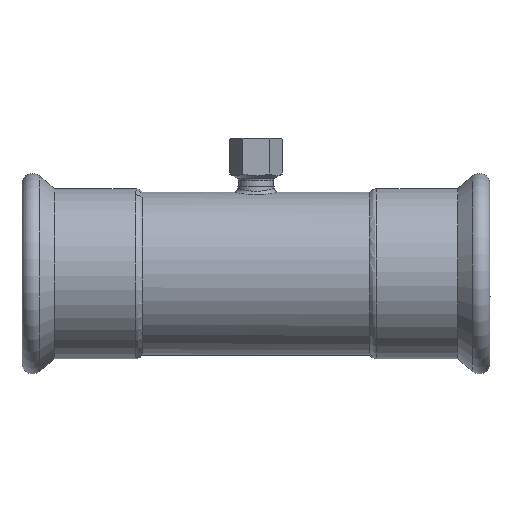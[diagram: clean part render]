
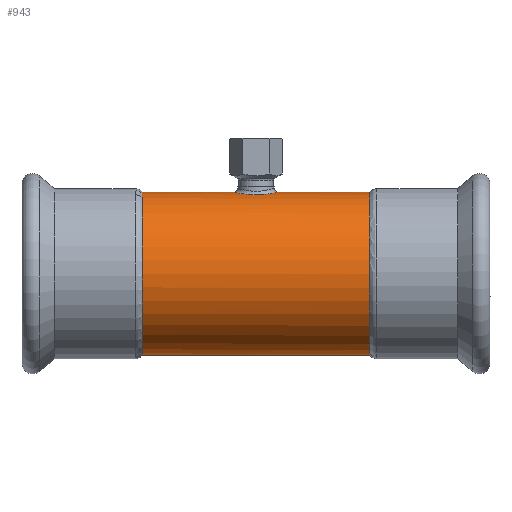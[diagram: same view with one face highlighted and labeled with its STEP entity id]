
A CAD part, front view. The second image highlights one B-rep face of the part: STEP entity #943.
In plain terms, the highlighted cylindrical face has radius 54 mm (diameter 108 mm), a full revolution.
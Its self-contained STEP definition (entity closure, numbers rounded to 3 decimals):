
#69=FACE_BOUND('',#294,.T.);
#78=LINE('',#1907,#112);
#112=VECTOR('',#1159,54.);
#146=CIRCLE('',#1026,54.);
#147=CIRCLE('',#1027,54.);
#148=CIRCLE('',#1028,54.);
#149=CIRCLE('',#1029,54.);
#218=CYLINDRICAL_SURFACE('',#1025,54.);
#233=FACE_OUTER_BOUND('',#293,.T.);
#293=EDGE_LOOP('',(#609,#610,#611,#612,#613,#614));
#294=EDGE_LOOP('',(#615,#616));
#362=B_SPLINE_CURVE_WITH_KNOTS('',5,(#1610,#1611,#1612,#1613,#1614,#1615,
#1616,#1617,#1618,#1619,#1620,#1621,#1622,#1623,#1624,#1625,#1626,#1627,
#1628,#1629,#1630,#1631,#1632,#1633),.UNSPECIFIED.,.F.,.F.,(6,3,3,3,3,3,
3,6),(0.,8.848,18.015,27.251,35.203,44.44,
53.632,58.653),.UNSPECIFIED.);
#365=B_SPLINE_CURVE_WITH_KNOTS('',5,(#1878,#1879,#1880,#1881,#1882,#1883,
#1884,#1885,#1886,#1887,#1888,#1889,#1890,#1891,#1892,#1893,#1894,#1895,
#1896,#1897,#1898,#1899,#1900,#1901),.UNSPECIFIED.,.F.,.F.,(6,3,3,3,3,3,
3,6),(0.,7.49,16.746,27.063,34.998,44.23,
53.429,58.652),.UNSPECIFIED.);
#382=VERTEX_POINT('',#1562);
#383=VERTEX_POINT('',#1609);
#384=VERTEX_POINT('',#1903);
#385=VERTEX_POINT('',#1904);
#386=VERTEX_POINT('',#1906);
#387=VERTEX_POINT('',#1908);
#466=EDGE_CURVE('',#383,#382,#362,.T.);
#469=EDGE_CURVE('',#382,#383,#365,.F.);
#470=EDGE_CURVE('',#384,#385,#146,.F.);
#471=EDGE_CURVE('',#385,#386,#78,.T.);
#472=EDGE_CURVE('',#387,#386,#147,.F.);
#473=EDGE_CURVE('',#386,#387,#148,.F.);
#474=EDGE_CURVE('',#385,#384,#149,.F.);
#609=ORIENTED_EDGE('',*,*,#470,.T.);
#610=ORIENTED_EDGE('',*,*,#471,.T.);
#611=ORIENTED_EDGE('',*,*,#472,.F.);
#612=ORIENTED_EDGE('',*,*,#473,.F.);
#613=ORIENTED_EDGE('',*,*,#471,.F.);
#614=ORIENTED_EDGE('',*,*,#474,.T.);
#615=ORIENTED_EDGE('',*,*,#469,.T.);
#616=ORIENTED_EDGE('',*,*,#466,.T.);
#943=ADVANCED_FACE('',(#233,#69),#218,.T.);
#1025=AXIS2_PLACEMENT_3D('',#1902,#1155,#1156);
#1026=AXIS2_PLACEMENT_3D('',#1905,#1157,#1158);
#1027=AXIS2_PLACEMENT_3D('',#1909,#1160,#1161);
#1028=AXIS2_PLACEMENT_3D('',#1910,#1162,#1163);
#1029=AXIS2_PLACEMENT_3D('',#1911,#1164,#1165);
#1155=DIRECTION('center_axis',(1.,0.,0.));
#1156=DIRECTION('ref_axis',(0.,1.,0.));
#1157=DIRECTION('center_axis',(1.,0.,0.));
#1158=DIRECTION('ref_axis',(0.,-1.,0.));
#1159=DIRECTION('',(-1.,0.,0.));
#1160=DIRECTION('center_axis',(1.,0.,0.));
#1161=DIRECTION('ref_axis',(0.,-1.,0.));
#1162=DIRECTION('center_axis',(1.,0.,0.));
#1163=DIRECTION('ref_axis',(0.,-1.,0.));
#1164=DIRECTION('center_axis',(1.,0.,0.));
#1165=DIRECTION('ref_axis',(0.,-1.,0.));
#1562=CARTESIAN_POINT('',(-14.5,0.,54.));
#1609=CARTESIAN_POINT('',(14.5,0.,54.));
#1610=CARTESIAN_POINT('Ctrl Pts',(14.5,0.,54.));
#1611=CARTESIAN_POINT('Ctrl Pts',(14.5,-1.338,54.));
#1612=CARTESIAN_POINT('Ctrl Pts',(14.331,-2.676,53.959));
#1613=CARTESIAN_POINT('Ctrl Pts',(13.993,-3.983,53.876));
#1614=CARTESIAN_POINT('Ctrl Pts',(12.984,-6.528,53.638));
#1615=CARTESIAN_POINT('Ctrl Pts',(11.381,-8.749,53.304));
#1616=CARTESIAN_POINT('Ctrl Pts',(10.428,-9.772,53.121));
#1617=CARTESIAN_POINT('Ctrl Pts',(8.282,-11.577,52.759));
#1618=CARTESIAN_POINT('Ctrl Pts',(5.75,-12.832,52.458));
#1619=CARTESIAN_POINT('Ctrl Pts',(4.404,-13.309,52.336));
#1620=CARTESIAN_POINT('Ctrl Pts',(1.809,-13.896,52.182));
#1621=CARTESIAN_POINT('Ctrl Pts',(-0.854,-13.909,52.178));
#1622=CARTESIAN_POINT('Ctrl Pts',(-2.082,-13.79,52.21));
#1623=CARTESIAN_POINT('Ctrl Pts',(-4.687,-13.267,52.349));
#1624=CARTESIAN_POINT('Ctrl Pts',(-7.105,-12.196,52.61));
#1625=CARTESIAN_POINT('Ctrl Pts',(-8.323,-11.471,52.778));
#1626=CARTESIAN_POINT('Ctrl Pts',(-10.548,-9.751,53.136));
#1627=CARTESIAN_POINT('Ctrl Pts',(-12.284,-7.553,53.487));
#1628=CARTESIAN_POINT('Ctrl Pts',(-13.008,-6.353,53.647));
#1629=CARTESIAN_POINT('Ctrl Pts',(-13.879,-4.374,53.849));
#1630=CARTESIAN_POINT('Ctrl Pts',(-14.337,-2.27,53.96));
#1631=CARTESIAN_POINT('Ctrl Pts',(-14.446,-1.517,53.987));
#1632=CARTESIAN_POINT('Ctrl Pts',(-14.5,-0.759,54.));
#1633=CARTESIAN_POINT('Ctrl Pts',(-14.5,0.,54.));
#1878=CARTESIAN_POINT('Ctrl Pts',(14.5,0.,54.));
#1879=CARTESIAN_POINT('Ctrl Pts',(14.5,1.132,54.));
#1880=CARTESIAN_POINT('Ctrl Pts',(14.379,2.265,53.97));
#1881=CARTESIAN_POINT('Ctrl Pts',(14.137,3.379,53.911));
#1882=CARTESIAN_POINT('Ctrl Pts',(13.337,5.792,53.72));
#1883=CARTESIAN_POINT('Ctrl Pts',(12.002,7.959,53.43));
#1884=CARTESIAN_POINT('Ctrl Pts',(11.115,9.057,53.25));
#1885=CARTESIAN_POINT('Ctrl Pts',(8.971,11.126,52.862));
#1886=CARTESIAN_POINT('Ctrl Pts',(6.351,12.598,52.517));
#1887=CARTESIAN_POINT('Ctrl Pts',(4.867,13.188,52.367));
#1888=CARTESIAN_POINT('Ctrl Pts',(2.123,13.875,52.188));
#1889=CARTESIAN_POINT('Ctrl Pts',(-0.704,13.916,52.176));
#1890=CARTESIAN_POINT('Ctrl Pts',(-1.931,13.81,52.205));
#1891=CARTESIAN_POINT('Ctrl Pts',(-4.538,13.314,52.337));
#1892=CARTESIAN_POINT('Ctrl Pts',(-6.964,12.269,52.593));
#1893=CARTESIAN_POINT('Ctrl Pts',(-8.191,11.557,52.758));
#1894=CARTESIAN_POINT('Ctrl Pts',(-10.435,9.861,53.115));
#1895=CARTESIAN_POINT('Ctrl Pts',(-12.195,7.682,53.469));
#1896=CARTESIAN_POINT('Ctrl Pts',(-12.934,6.49,53.631));
#1897=CARTESIAN_POINT('Ctrl Pts',(-13.84,4.492,53.84));
#1898=CARTESIAN_POINT('Ctrl Pts',(-14.324,2.362,53.957));
#1899=CARTESIAN_POINT('Ctrl Pts',(-14.441,1.578,53.986));
#1900=CARTESIAN_POINT('Ctrl Pts',(-14.5,0.789,54.));
#1901=CARTESIAN_POINT('Ctrl Pts',(-14.5,0.,
54.));
#1902=CARTESIAN_POINT('Origin',(0.,0.,0.));
#1903=CARTESIAN_POINT('',(75.2,47.389,25.889));
#1904=CARTESIAN_POINT('',(75.2,-54.,0.));
#1905=CARTESIAN_POINT('Origin',(75.2,0.,0.));
#1906=CARTESIAN_POINT('',(-75.2,-54.,0.));
#1907=CARTESIAN_POINT('',(0.,-54.,0.));
#1908=CARTESIAN_POINT('',(-75.2,-47.389,25.889));
#1909=CARTESIAN_POINT('Origin',(-75.2,0.,0.));
#1910=CARTESIAN_POINT('Origin',(-75.2,0.,0.));
#1911=CARTESIAN_POINT('Origin',(75.2,0.,0.));
